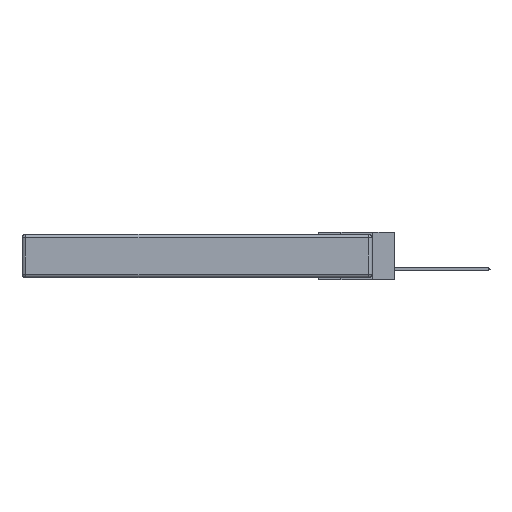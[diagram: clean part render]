
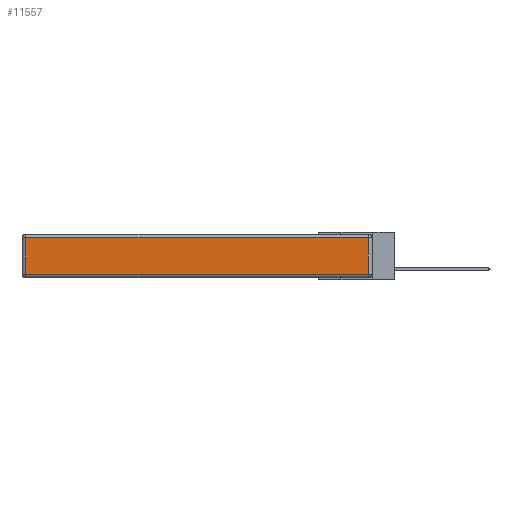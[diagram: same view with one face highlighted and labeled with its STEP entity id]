
A CAD part, left-side view. The second image highlights one B-rep face of the part: STEP entity #11557.
In plain terms, the highlighted planar face has unit normal (-1, 0, 0).
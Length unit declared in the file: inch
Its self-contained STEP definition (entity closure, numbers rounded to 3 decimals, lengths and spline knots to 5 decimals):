
#412 = VECTOR ( 'NONE', #2364, 39.37008 ) ;
#434 = ORIENTED_EDGE ( 'NONE', *, *, #13176, .T. ) ;
#1261 = CARTESIAN_POINT ( 'NONE',  ( 0., 2.72, -0.343 ) ) ;
#1487 = VECTOR ( 'NONE', #10341, 39.37008 ) ;
#1737 = ORIENTED_EDGE ( 'NONE', *, *, #15461, .T. ) ;
#2364 = DIRECTION ( 'NONE',  ( 0., 1., 0. ) ) ;
#5250 = CARTESIAN_POINT ( 'NONE',  ( 0., 0.03, -0.343 ) ) ;
#5759 = LINE ( 'NONE', #5830, #20116 ) ;
#5830 = CARTESIAN_POINT ( 'NONE',  ( 0., 0., -0.313 ) ) ;
#5933 = DIRECTION ( 'NONE',  ( 0., -1., 0. ) ) ;
#6247 = AXIS2_PLACEMENT_3D ( 'NONE', #6326, #28659, #31249 ) ;
#6326 = CARTESIAN_POINT ( 'NONE',  ( 0., 0., -0.343 ) ) ;
#6428 = CARTESIAN_POINT ( 'NONE',  ( 0., 0.03, -0.313 ) ) ;
#6630 = FACE_OUTER_BOUND ( 'NONE', #19998, .T. ) ;
#8106 = VERTEX_POINT ( 'NONE', #31816 ) ;
#8438 = LINE ( 'NONE', #5250, #1487 ) ;
#10341 = DIRECTION ( 'NONE',  ( 0., 0., 1. ) ) ;
#11449 = LINE ( 'NONE', #1261, #17655 ) ;
#11557 = ADVANCED_FACE ( 'NONE', ( #6630 ), #16227, .T. ) ;
#13176 = EDGE_CURVE ( 'NONE', #29398, #16915, #8438, .T. ) ;
#15173 = CARTESIAN_POINT ( 'NONE',  ( 0., 0.03, -0.03 ) ) ;
#15461 = EDGE_CURVE ( 'NONE', #16915, #30359, #22917, .T. ) ;
#16227 = PLANE ( 'NONE',  #6247 ) ;
#16611 = ORIENTED_EDGE ( 'NONE', *, *, #22861, .T. ) ;
#16915 = VERTEX_POINT ( 'NONE', #15173 ) ;
#17655 = VECTOR ( 'NONE', #26167, 39.37008 ) ;
#18607 = EDGE_CURVE ( 'NONE', #8106, #29398, #5759, .T. ) ;
#19998 = EDGE_LOOP ( 'NONE', ( #22463, #434, #1737, #16611 ) ) ;
#20116 = VECTOR ( 'NONE', #5933, 39.37008 ) ;
#21956 = CARTESIAN_POINT ( 'NONE',  ( 0., 2.75, -0.03 ) ) ;
#22463 = ORIENTED_EDGE ( 'NONE', *, *, #18607, .T. ) ;
#22861 = EDGE_CURVE ( 'NONE', #30359, #8106, #11449, .T. ) ;
#22917 = LINE ( 'NONE', #21956, #412 ) ;
#26167 = DIRECTION ( 'NONE',  ( 0., 0., -1. ) ) ;
#27873 = CARTESIAN_POINT ( 'NONE',  ( 0., 2.72, -0.03 ) ) ;
#28659 = DIRECTION ( 'NONE',  ( -1., 0., 0. ) ) ;
#29398 = VERTEX_POINT ( 'NONE', #6428 ) ;
#30359 = VERTEX_POINT ( 'NONE', #27873 ) ;
#31249 = DIRECTION ( 'NONE',  ( 0., 0., 1. ) ) ;
#31816 = CARTESIAN_POINT ( 'NONE',  ( 0., 2.72, -0.313 ) ) ;
